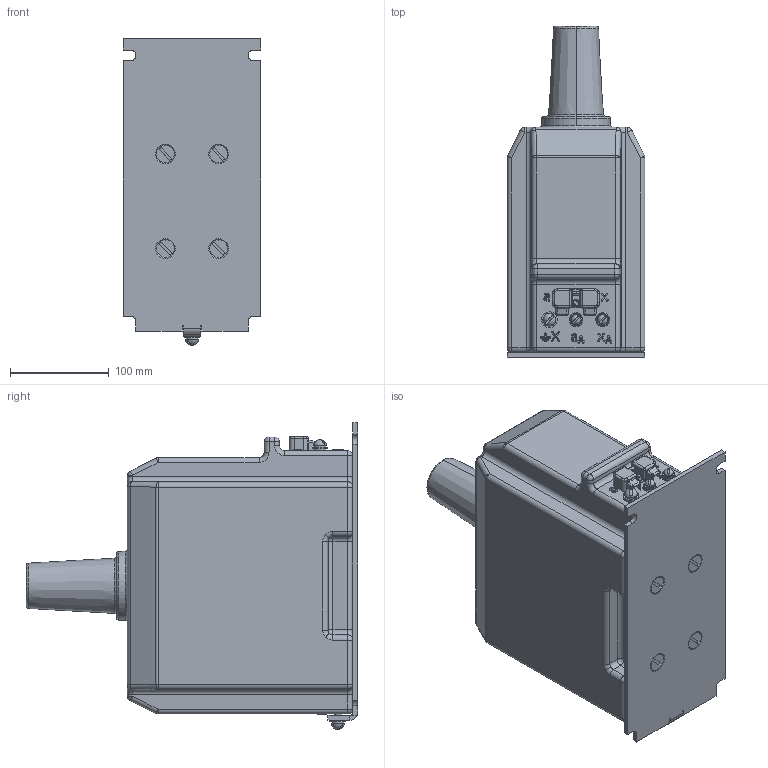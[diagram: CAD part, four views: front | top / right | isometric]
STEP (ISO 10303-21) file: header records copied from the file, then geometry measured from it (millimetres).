
FILE_DESCRIPTION (( 'STEP AP203' ), '1' );
FILE_NAME ('賝鎀.03.STEP', '2022-08-01T03:18:20', ( '' ), ( '' ), 'SwSTEP 2.0', 'SolidWorks 2010', '' );
FILE_SCHEMA (( 'CONFIG_CONTROL_DESIGN' ));
Length unit declared in the file: millimetre
Products named in the file (1): 賝鎀.03
Bounding box: 140 x 336 x 311.09 mm (x, y, z)
Surface area: 325834.5 mm2 (no closed solid volume)
Topology: 0 solids, 26 shells, 541 faces, 1563 edges, 1003 vertices
Faces by surface type: plane 188, cylinder 160, bspline 61, cone 58, sphere 52, torus 22
Entity records: 19073 total; most frequent: CARTESIAN_POINT 5528, DIRECTION 2850, ORIENTED_EDGE 2609, EDGE_CURVE 1543, AXIS2_PLACEMENT_3D 1062, VERTEX_POINT 1003, VECTOR 726, LINE 726
